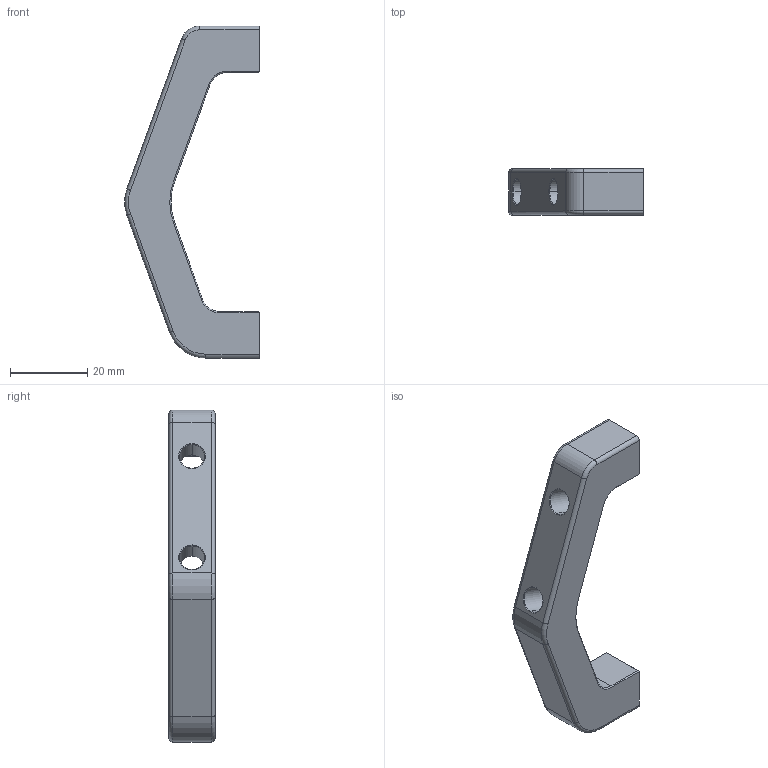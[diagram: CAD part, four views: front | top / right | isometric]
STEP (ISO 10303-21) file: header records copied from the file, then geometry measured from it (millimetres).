
FILE_DESCRIPTION (( 'STEP AP203' ), '1' );
FILE_NAME ('A02-DP-039-A - ｺﾐｷﾙﾂ牾ｵｮy･[ｱjｪｩ(86.2x12L)_v20200512a.STEP', '2020-05-12T01:06:11', ( 'uu' ), ( '' ), 'SwSTEP 2.0', 'SolidWorks 2015', '' );
FILE_SCHEMA (( 'CONFIG_CONTROL_DESIGN' ));
Length unit declared in the file: millimetre
Products named in the file (1): A02-DP-039-A - 碟煞轉接座加強版(86.2x12L)_v20200512a
Bounding box: 35 x 12 x 86.2 mm (x, y, z)
Volume: 13109.7 mm3; surface area: 6462.9 mm2
Topology: 1 solids, 1 shells, 135 faces, 364 edges, 228 vertices
Faces by surface type: cylinder 74, plane 28, cone 21, torus 6, bspline 6
Entity records: 8092 total; most frequent: CARTESIAN_POINT 4972, ORIENTED_EDGE 720, DIRECTION 567, EDGE_CURVE 360, VERTEX_POINT 228, AXIS2_PLACEMENT_3D 205, LINE 157, VECTOR 157
